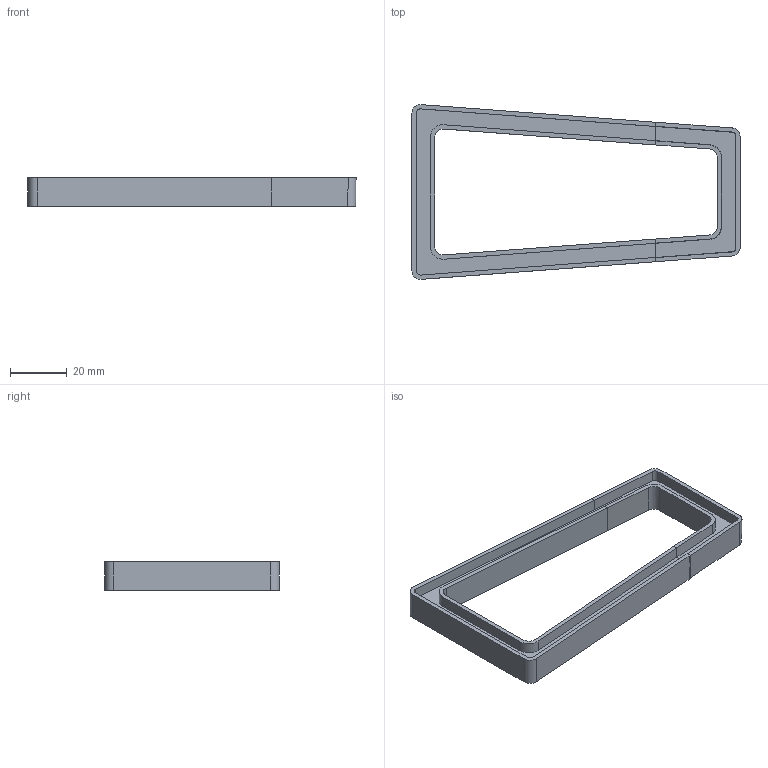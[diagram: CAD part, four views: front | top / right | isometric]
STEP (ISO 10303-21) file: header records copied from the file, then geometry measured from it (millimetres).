
FILE_DESCRIPTION(('CoCreate Modeling STEP Export'),'2;1');
FILE_NAME('Flugel_cad-1.STEP','2014-03-24T10:22:42',(''),(''),'CoCreate Modeling STEP processor for AP214 (Solid Model)','CoCreate Modeling 17.0B 12-Nov-2010 (C) Parametric Technology GmbH','');
FILE_SCHEMA(('AUTOMOTIVE_DESIGN { 1 0 10303 214 1 1 1 1 }'));
Length unit declared in the file: millimetre
Products named in the file (3): FLUGEL_CAD.prt.1; FLUGEL_CAD.prt; FLUGEL_CAD.STEP
Assembly tree (2 placements, depth 2):
  FLUGEL_CAD.STEP
    FLUGEL_CAD.prt
    FLUGEL_CAD.prt.1
Bounding box: 116 x 61.76 x 10 mm (x, y, z)
Volume: 11975.5 mm3; surface area: 15910.4 mm2
Topology: 2 solids, 2 shells, 76 faces, 216 edges, 144 vertices
Faces by surface type: plane 52, cylinder 24
Entity records: 3093 total; most frequent: ORIENTED_EDGE 432, CARTESIAN_POINT 429, DIRECTION 410, EDGE_CURVE 216, VECTOR 160, LINE 160, VERTEX_POINT 144, AXIS2_PLACEMENT_3D 125
